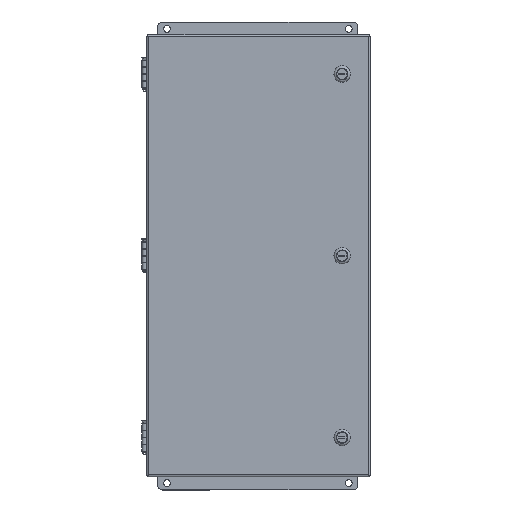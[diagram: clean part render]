
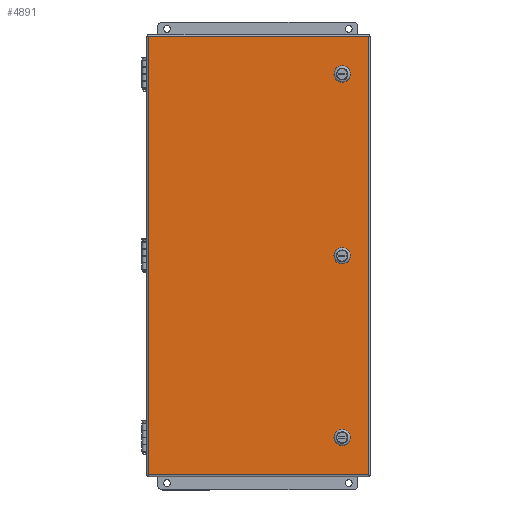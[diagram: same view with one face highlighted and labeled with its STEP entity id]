
A CAD part, top view. The second image highlights one B-rep face of the part: STEP entity #4891.
In plain terms, the highlighted face is planar.
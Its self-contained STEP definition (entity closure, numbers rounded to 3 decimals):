
#4891 = ADVANCED_FACE( '', ( #10621, #10622, #10623, #10624 ), #10625, .T. );
#10621 = FACE_BOUND( '', #29485, .T. );
#10622 = FACE_BOUND( '', #29486, .T. );
#10623 = FACE_BOUND( '', #29487, .T. );
#10624 = FACE_OUTER_BOUND( '', #29488, .T. );
#10625 = PLANE( '', #29489 );
#29485 = EDGE_LOOP( '', ( #60000, #60001, #60002, #60003 ) );
#29486 = EDGE_LOOP( '', ( #60004, #60005, #60006, #60007 ) );
#29487 = EDGE_LOOP( '', ( #60008, #60009, #60010, #60011 ) );
#29488 = EDGE_LOOP( '', ( #60012, #60013, #60014, #60015 ) );
#29489 = AXIS2_PLACEMENT_3D( '', #60016, #60017, #60018 );
#60000 = ORIENTED_EDGE( '', *, *, #70430, .F. );
#60001 = ORIENTED_EDGE( '', *, *, #75117, .F. );
#60002 = ORIENTED_EDGE( '', *, *, #73323, .F. );
#60003 = ORIENTED_EDGE( '', *, *, #75118, .F. );
#60004 = ORIENTED_EDGE( '', *, *, #74855, .F. );
#60005 = ORIENTED_EDGE( '', *, *, #72265, .F. );
#60006 = ORIENTED_EDGE( '', *, *, #72091, .F. );
#60007 = ORIENTED_EDGE( '', *, *, #75119, .F. );
#60008 = ORIENTED_EDGE( '', *, *, #75120, .F. );
#60009 = ORIENTED_EDGE( '', *, *, #75121, .F. );
#60010 = ORIENTED_EDGE( '', *, *, #75122, .F. );
#60011 = ORIENTED_EDGE( '', *, *, #75123, .F. );
#60012 = ORIENTED_EDGE( '', *, *, #74666, .T. );
#60013 = ORIENTED_EDGE( '', *, *, #73896, .F. );
#60014 = ORIENTED_EDGE( '', *, *, #75124, .T. );
#60015 = ORIENTED_EDGE( '', *, *, #75125, .T. );
#60016 = CARTESIAN_POINT( '', ( -156.21, 0., -308.61 ) );
#60017 = DIRECTION( '', ( 0., -1., 0. ) );
#60018 = DIRECTION( '', ( 0., 0., -1. ) );
#70430 = EDGE_CURVE( '', #77363, #77365, #77366, .T. );
#72091 = EDGE_CURVE( '', #80260, #80262, #80263, .T. );
#72265 = EDGE_CURVE( '', #80262, #80551, #80552, .T. );
#73323 = EDGE_CURVE( '', #82271, #82273, #82274, .T. );
#73896 = EDGE_CURVE( '', #80915, #83129, #83130, .T. );
#74666 = EDGE_CURVE( '', #84236, #83129, #84237, .T. );
#74855 = EDGE_CURVE( '', #80551, #84490, #84491, .T. );
#75117 = EDGE_CURVE( '', #82273, #77363, #84849, .T. );
#75118 = EDGE_CURVE( '', #77365, #82271, #84850, .T. );
#75119 = EDGE_CURVE( '', #84490, #80260, #84851, .T. );
#75120 = EDGE_CURVE( '', #84852, #84853, #84854, .T. );
#75121 = EDGE_CURVE( '', #84855, #84852, #84856, .T. );
#75122 = EDGE_CURVE( '', #84857, #84855, #84858, .T. );
#75123 = EDGE_CURVE( '', #84853, #84857, #84859, .T. );
#75124 = EDGE_CURVE( '', #80915, #80944, #84860, .T. );
#75125 = EDGE_CURVE( '', #80944, #84236, #84861, .T. );
#77363 = VERTEX_POINT( '', #87720 );
#77365 = VERTEX_POINT( '', #87723 );
#77366 = CIRCLE( '', #87724, 9.716 );
#80260 = VERTEX_POINT( '', #94403 );
#80262 = VERTEX_POINT( '', #94406 );
#80263 = CIRCLE( '', #94407, 9.716 );
#80551 = VERTEX_POINT( '', #95167 );
#80552 = LINE( '', #95168, #95169 );
#80915 = VERTEX_POINT( '', #96101 );
#80944 = VERTEX_POINT( '', #96163 );
#82271 = VERTEX_POINT( '', #100415 );
#82273 = VERTEX_POINT( '', #100418 );
#82274 = CIRCLE( '', #100419, 9.716 );
#83129 = VERTEX_POINT( '', #102728 );
#83130 = LINE( '', #102729, #102730 );
#84236 = VERTEX_POINT( '', #105601 );
#84237 = LINE( '', #105602, #105603 );
#84490 = VERTEX_POINT( '', #106240 );
#84491 = CIRCLE( '', #106241, 9.716 );
#84849 = LINE( '', #107206, #107207 );
#84850 = LINE( '', #107208, #107209 );
#84851 = LINE( '', #107210, #107211 );
#84852 = VERTEX_POINT( '', #107212 );
#84853 = VERTEX_POINT( '', #107213 );
#84854 = CIRCLE( '', #107214, 9.716 );
#84855 = VERTEX_POINT( '', #107215 );
#84856 = LINE( '', #107216, #107217 );
#84857 = VERTEX_POINT( '', #107218 );
#84858 = CIRCLE( '', #107219, 9.716 );
#84859 = LINE( '', #107220, #107221 );
#84860 = LINE( '', #107222, #107223 );
#84861 = LINE( '', #107224, #107225 );
#87720 = CARTESIAN_POINT( '', ( 124.841, 0., 259.322 ) );
#87723 = CARTESIAN_POINT( '', ( 108.585, 0., 259.322 ) );
#87724 = AXIS2_PLACEMENT_3D( '', #113310, #113311, #113312 );
#94403 = CARTESIAN_POINT( '', ( 108.585, 0., -5.322 ) );
#94406 = CARTESIAN_POINT( '', ( 124.841, 0., -5.322 ) );
#94407 = AXIS2_PLACEMENT_3D( '', #114757, #114758, #114759 );
#95167 = CARTESIAN_POINT( '', ( 124.841, 0., 5.322 ) );
#95168 = CARTESIAN_POINT( '', ( 124.841, 0., 5.322 ) );
#95169 = VECTOR( '', #114868, 1000. );
#96101 = CARTESIAN_POINT( '', ( -153.873, 0., 306.273 ) );
#96163 = CARTESIAN_POINT( '', ( -153.873, 0., -306.273 ) );
#100415 = CARTESIAN_POINT( '', ( 108.585, 0., 248.678 ) );
#100418 = CARTESIAN_POINT( '', ( 124.841, 0., 248.678 ) );
#100419 = AXIS2_PLACEMENT_3D( '', #115434, #115435, #115436 );
#102728 = CARTESIAN_POINT( '', ( 153.873, 0., 306.273 ) );
#102729 = CARTESIAN_POINT( '', ( -153.873, 0., 306.273 ) );
#102730 = VECTOR( '', #115823, 1000. );
#105601 = CARTESIAN_POINT( '', ( 153.873, 0., -306.273 ) );
#105602 = CARTESIAN_POINT( '', ( 153.873, 0., 306.273 ) );
#105603 = VECTOR( '', #116323, 1000. );
#106240 = CARTESIAN_POINT( '', ( 108.585, 0., 5.322 ) );
#106241 = AXIS2_PLACEMENT_3D( '', #116467, #116468, #116469 );
#107206 = CARTESIAN_POINT( '', ( 124.841, 0., 259.322 ) );
#107207 = VECTOR( '', #116596, 1000. );
#107208 = CARTESIAN_POINT( '', ( 108.585, 0., 259.322 ) );
#107209 = VECTOR( '', #116597, 1000. );
#107210 = CARTESIAN_POINT( '', ( 108.585, 0., 5.322 ) );
#107211 = VECTOR( '', #116598, 1000. );
#107212 = CARTESIAN_POINT( '', ( 124.841, 0., -248.678 ) );
#107213 = CARTESIAN_POINT( '', ( 108.585, 0., -248.678 ) );
#107214 = AXIS2_PLACEMENT_3D( '', #116599, #116600, #116601 );
#107215 = CARTESIAN_POINT( '', ( 124.841, 0., -259.322 ) );
#107216 = CARTESIAN_POINT( '', ( 124.841, 0., -248.678 ) );
#107217 = VECTOR( '', #116602, 1000. );
#107218 = CARTESIAN_POINT( '', ( 108.585, 0., -259.322 ) );
#107219 = AXIS2_PLACEMENT_3D( '', #116603, #116604, #116605 );
#107220 = CARTESIAN_POINT( '', ( 108.585, 0., -248.678 ) );
#107221 = VECTOR( '', #116606, 1000. );
#107222 = CARTESIAN_POINT( '', ( -153.873, 0., -308.61 ) );
#107223 = VECTOR( '', #116607, 1000. );
#107224 = CARTESIAN_POINT( '', ( 156.21, 0., -306.273 ) );
#107225 = VECTOR( '', #116608, 1000. );
#113310 = CARTESIAN_POINT( '', ( 116.713, 0., 254. ) );
#113311 = DIRECTION( '', ( 0., -1., 0. ) );
#113312 = DIRECTION( '', ( 1., 0., 0. ) );
#114757 = CARTESIAN_POINT( '', ( 116.713, 0., 0. ) );
#114758 = DIRECTION( '', ( 0., -1., 0. ) );
#114759 = DIRECTION( '', ( 1., 0., 0. ) );
#114868 = DIRECTION( '', ( 0., 0., 1. ) );
#115434 = CARTESIAN_POINT( '', ( 116.713, 0., 254. ) );
#115435 = DIRECTION( '', ( 0., -1., 0. ) );
#115436 = DIRECTION( '', ( 1., 0., 0. ) );
#115823 = DIRECTION( '', ( 1., 0., 0. ) );
#116323 = DIRECTION( '', ( 0., 0., 1. ) );
#116467 = CARTESIAN_POINT( '', ( 116.713, 0., 0. ) );
#116468 = DIRECTION( '', ( 0., -1., 0. ) );
#116469 = DIRECTION( '', ( 1., 0., 0. ) );
#116596 = DIRECTION( '', ( 0., 0., 1. ) );
#116597 = DIRECTION( '', ( 0., 0., -1. ) );
#116598 = DIRECTION( '', ( 0., 0., -1. ) );
#116599 = CARTESIAN_POINT( '', ( 116.713, 0., -254. ) );
#116600 = DIRECTION( '', ( 0., -1., 0. ) );
#116601 = DIRECTION( '', ( 1., 0., 0. ) );
#116602 = DIRECTION( '', ( 0., 0., 1. ) );
#116603 = CARTESIAN_POINT( '', ( 116.713, 0., -254. ) );
#116604 = DIRECTION( '', ( 0., -1., 0. ) );
#116605 = DIRECTION( '', ( 1., 0., 0. ) );
#116606 = DIRECTION( '', ( 0., 0., -1. ) );
#116607 = DIRECTION( '', ( 0., 0., -1. ) );
#116608 = DIRECTION( '', ( 1., 0., 0. ) );
